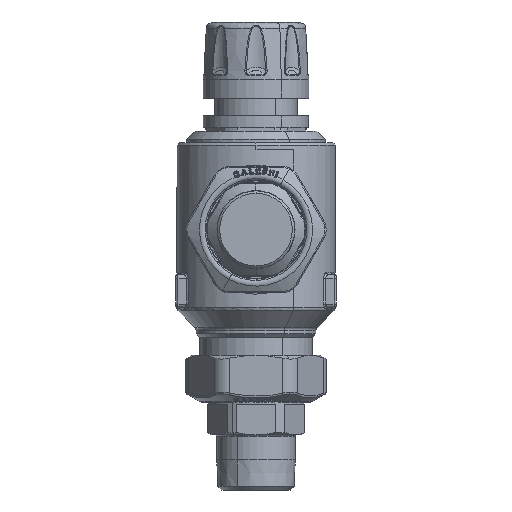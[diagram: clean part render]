
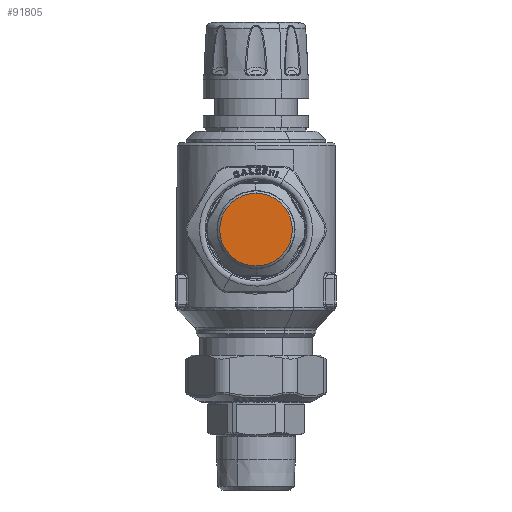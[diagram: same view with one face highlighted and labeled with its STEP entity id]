
A CAD part, front view. The second image highlights one B-rep face of the part: STEP entity #91805.
In plain terms, the highlighted planar face has unit normal (0, -1, 0).
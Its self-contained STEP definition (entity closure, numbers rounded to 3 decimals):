
#91782=CARTESIAN_POINT('Axis2P3D Location',(0.,89.947,231.779)) ;
#91787=CARTESIAN_POINT('Axis2P3D Location',(0.,89.947,215.279)) ;
#91791=CARTESIAN_POINT('Vertex',(0.,89.947,230.779)) ;
#91793=CARTESIAN_POINT('Vertex',(0.,89.947,199.779)) ;
#91796=CARTESIAN_POINT('Axis2P3D Location',(0.,89.947,215.279)) ;
#91783=DIRECTION('Axis2P3D Direction',(0.,-1.,0.)) ;
#91784=DIRECTION('Axis2P3D XDirection',(1.,0.,0.)) ;
#91788=DIRECTION('Axis2P3D Direction',(0.,-1.,0.)) ;
#91797=DIRECTION('Axis2P3D Direction',(0.,-1.,0.)) ;
#91785=AXIS2_PLACEMENT_3D('Plane Axis2P3D',#91782,#91783,#91784) ;
#91789=AXIS2_PLACEMENT_3D('Circle Axis2P3D',#91787,#91788,$) ;
#91798=AXIS2_PLACEMENT_3D('Circle Axis2P3D',#91796,#91797,$) ;
#91790=CIRCLE('generated circle',#91789,15.5) ;
#91799=CIRCLE('generated circle',#91798,15.5) ;
#91786=PLANE('',#91785) ;
#91795=EDGE_CURVE('',#91792,#91794,#91790,.T.) ;
#91800=EDGE_CURVE('',#91794,#91792,#91799,.T.) ;
#91802=ORIENTED_EDGE('',*,*,#91795,.T.) ;
#91803=ORIENTED_EDGE('',*,*,#91800,.T.) ;
#91801=EDGE_LOOP('',(#91802,#91803)) ;
#91792=VERTEX_POINT('',#91791) ;
#91794=VERTEX_POINT('',#91793) ;
#91805=ADVANCED_FACE('PartBody',(#91804),#91786,.T.) ;
#91804=FACE_OUTER_BOUND('',#91801,.T.) ;
